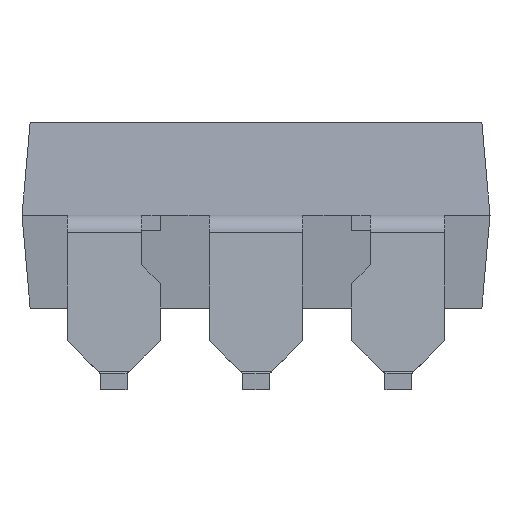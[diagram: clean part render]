
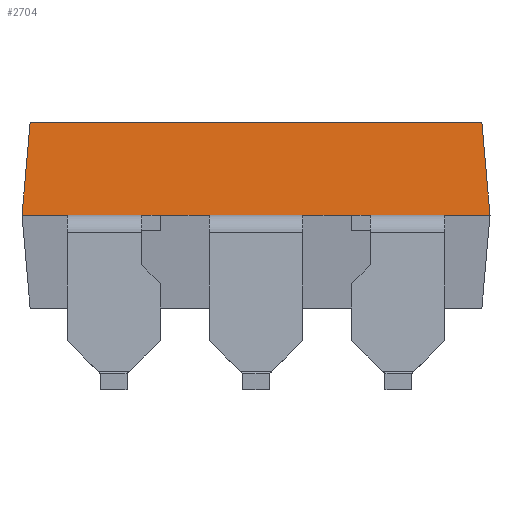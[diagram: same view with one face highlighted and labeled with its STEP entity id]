
A CAD part, front view. The second image highlights one B-rep face of the part: STEP entity #2704.
In plain terms, the highlighted planar face has unit normal (0, -0.996, 0.087).
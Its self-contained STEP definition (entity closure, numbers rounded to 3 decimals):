
#47 = FACE_OUTER_BOUND ( 'NONE', #10418, .T. ) ;
#87 = CARTESIAN_POINT ( 'NONE',  ( 4.445, -3.3, 3.315 ) ) ;
#144 = VERTEX_POINT ( 'NONE', #9231 ) ;
#258 = CARTESIAN_POINT ( 'NONE',  ( 1.815, -3.3, 3.315 ) ) ;
#296 = DIRECTION ( 'NONE',  ( -1., 0., 0. ) ) ;
#388 = DIRECTION ( 'NONE',  ( -1., 0., 0. ) ) ;
#568 = DIRECTION ( 'NONE',  ( 0., 0.087, 0.996 ) ) ;
#1018 = LINE ( 'NONE', #4705, #10384 ) ;
#1055 = CARTESIAN_POINT ( 'NONE',  ( -0.885, -3.3, 3.315 ) ) ;
#1325 = ORIENTED_EDGE ( 'NONE', *, *, #10271, .F. ) ;
#1340 = ORIENTED_EDGE ( 'NONE', *, *, #5141, .T. ) ;
#1590 = VERTEX_POINT ( 'NONE', #258 ) ;
#1677 = EDGE_CURVE ( 'NONE', #9693, #3638, #10534, .T. ) ;
#1687 = CARTESIAN_POINT ( 'NONE',  ( 4.445, -3.146, 5.08 ) ) ;
#1692 = CARTESIAN_POINT ( 'NONE',  ( 4.445, -3.3, 3.315 ) ) ;
#1721 = EDGE_CURVE ( 'NONE', #4590, #3062, #1018, .T. ) ;
#1761 = EDGE_CURVE ( 'NONE', #4590, #6484, #5321, .T. ) ;
#1830 = LINE ( 'NONE', #1692, #12600 ) ;
#1895 = CARTESIAN_POINT ( 'NONE',  ( 4.445, -3.3, 3.315 ) ) ;
#1912 = CARTESIAN_POINT ( 'NONE',  ( 4.291, -3.146, 5.08 ) ) ;
#2365 = VERTEX_POINT ( 'NONE', #3378 ) ;
#2373 = CARTESIAN_POINT ( 'NONE',  ( -4.291, -3.146, 5.08 ) ) ;
#2702 = CARTESIAN_POINT ( 'NONE',  ( 4.445, -3.3, 3.315 ) ) ;
#2704 = ADVANCED_FACE ( 'NONE', ( #47 ), #3884, .F. ) ;
#2761 = VECTOR ( 'NONE', #388, 1000. ) ;
#2855 = CARTESIAN_POINT ( 'NONE',  ( 2.175, -3.3, 3.315 ) ) ;
#2927 = LINE ( 'NONE', #12457, #5312 ) ;
#2953 = VECTOR ( 'NONE', #12625, 1000. ) ;
#3062 = VERTEX_POINT ( 'NONE', #3556 ) ;
#3157 = ORIENTED_EDGE ( 'NONE', *, *, #1721, .F. ) ;
#3236 = VECTOR ( 'NONE', #9769, 1000. ) ;
#3378 = CARTESIAN_POINT ( 'NONE',  ( 0.885, -3.3, 3.315 ) ) ;
#3556 = CARTESIAN_POINT ( 'NONE',  ( -3.585, -3.3, 3.315 ) ) ;
#3572 = LINE ( 'NONE', #2702, #3236 ) ;
#3632 = CARTESIAN_POINT ( 'NONE',  ( -4.291, -3.146, 5.08 ) ) ;
#3638 = VERTEX_POINT ( 'NONE', #10316 ) ;
#3884 = PLANE ( 'NONE',  #8486 ) ;
#3964 = VECTOR ( 'NONE', #10520, 1000. ) ;
#3995 = DIRECTION ( 'NONE',  ( -1., 0., 0. ) ) ;
#4590 = VERTEX_POINT ( 'NONE', #4979 ) ;
#4705 = CARTESIAN_POINT ( 'NONE',  ( 4.445, -3.3, 3.315 ) ) ;
#4822 = ORIENTED_EDGE ( 'NONE', *, *, #6174, .F. ) ;
#4955 = CARTESIAN_POINT ( 'NONE',  ( -1.815, -3.3, 3.315 ) ) ;
#4979 = CARTESIAN_POINT ( 'NONE',  ( -2.175, -3.3, 3.315 ) ) ;
#5117 = VERTEX_POINT ( 'NONE', #2855 ) ;
#5141 = EDGE_CURVE ( 'NONE', #10807, #12803, #12145, .T. ) ;
#5312 = VECTOR ( 'NONE', #296, 1000. ) ;
#5321 = LINE ( 'NONE', #12582, #7701 ) ;
#5331 = EDGE_CURVE ( 'NONE', #3062, #144, #2927, .T. ) ;
#5478 = ORIENTED_EDGE ( 'NONE', *, *, #5331, .F. ) ;
#5606 = DIRECTION ( 'NONE',  ( 0., 0.996, -0.087 ) ) ;
#5613 = LINE ( 'NONE', #6540, #10514 ) ;
#5795 = DIRECTION ( 'NONE',  ( -1., 0., 0. ) ) ;
#6163 = DIRECTION ( 'NONE',  ( 1., 0., 0. ) ) ;
#6174 = EDGE_CURVE ( 'NONE', #1590, #2365, #10037, .T. ) ;
#6337 = ORIENTED_EDGE ( 'NONE', *, *, #1677, .F. ) ;
#6359 = ORIENTED_EDGE ( 'NONE', *, *, #9440, .F. ) ;
#6484 = VERTEX_POINT ( 'NONE', #4955 ) ;
#6491 = ORIENTED_EDGE ( 'NONE', *, *, #10510, .T. ) ;
#6540 = CARTESIAN_POINT ( 'NONE',  ( 4.445, -3.3, 3.315 ) ) ;
#6633 = LINE ( 'NONE', #3632, #3964 ) ;
#7469 = EDGE_CURVE ( 'NONE', #12803, #144, #6633, .T. ) ;
#7505 = CARTESIAN_POINT ( 'NONE',  ( 4.445, -3.3, 3.315 ) ) ;
#7629 = ORIENTED_EDGE ( 'NONE', *, *, #1761, .T. ) ;
#7701 = VECTOR ( 'NONE', #10634, 1000. ) ;
#8145 = DIRECTION ( 'NONE',  ( -1., 0., 0. ) ) ;
#8486 = AXIS2_PLACEMENT_3D ( 'NONE', #1687, #5606, #568 ) ;
#8642 = LINE ( 'NONE', #7505, #2761 ) ;
#8736 = EDGE_CURVE ( 'NONE', #1590, #5117, #11078, .T. ) ;
#9015 = EDGE_CURVE ( 'NONE', #11277, #6484, #1830, .T. ) ;
#9100 = VECTOR ( 'NONE', #8145, 1000. ) ;
#9231 = CARTESIAN_POINT ( 'NONE',  ( -4.445, -3.3, 3.315 ) ) ;
#9440 = EDGE_CURVE ( 'NONE', #2365, #11277, #8642, .T. ) ;
#9524 = DIRECTION ( 'NONE',  ( -0.087, 0.087, 0.992 ) ) ;
#9602 = CARTESIAN_POINT ( 'NONE',  ( 4.445, -3.3, 3.315 ) ) ;
#9693 = VERTEX_POINT ( 'NONE', #1895 ) ;
#9769 = DIRECTION ( 'NONE',  ( -1., 0., 0. ) ) ;
#9862 = ORIENTED_EDGE ( 'NONE', *, *, #7469, .T. ) ;
#10008 = VECTOR ( 'NONE', #6163, 1000. ) ;
#10037 = LINE ( 'NONE', #87, #9100 ) ;
#10140 = CARTESIAN_POINT ( 'NONE',  ( 4.445, -3.146, 5.08 ) ) ;
#10271 = EDGE_CURVE ( 'NONE', #3638, #5117, #3572, .T. ) ;
#10316 = CARTESIAN_POINT ( 'NONE',  ( 3.585, -3.3, 3.315 ) ) ;
#10384 = VECTOR ( 'NONE', #10680, 1000. ) ;
#10389 = VECTOR ( 'NONE', #3995, 1000. ) ;
#10418 = EDGE_LOOP ( 'NONE', ( #1340, #9862, #5478, #3157, #7629, #11375, #6359, #4822, #12407, #1325, #6337, #6491 ) ) ;
#10510 = EDGE_CURVE ( 'NONE', #9693, #10807, #5613, .T. ) ;
#10514 = VECTOR ( 'NONE', #9524, 1000. ) ;
#10520 = DIRECTION ( 'NONE',  ( -0.087, -0.087, -0.992 ) ) ;
#10534 = LINE ( 'NONE', #9602, #2953 ) ;
#10634 = DIRECTION ( 'NONE',  ( 1., 0., 0. ) ) ;
#10680 = DIRECTION ( 'NONE',  ( -1., 0., 0. ) ) ;
#10807 = VERTEX_POINT ( 'NONE', #1912 ) ;
#11078 = LINE ( 'NONE', #12099, #10008 ) ;
#11277 = VERTEX_POINT ( 'NONE', #1055 ) ;
#11375 = ORIENTED_EDGE ( 'NONE', *, *, #9015, .F. ) ;
#12099 = CARTESIAN_POINT ( 'NONE',  ( 1.815, -3.3, 3.315 ) ) ;
#12145 = LINE ( 'NONE', #10140, #10389 ) ;
#12407 = ORIENTED_EDGE ( 'NONE', *, *, #8736, .T. ) ;
#12457 = CARTESIAN_POINT ( 'NONE',  ( 4.445, -3.3, 3.315 ) ) ;
#12582 = CARTESIAN_POINT ( 'NONE',  ( -1.815, -3.3, 3.315 ) ) ;
#12600 = VECTOR ( 'NONE', #5795, 1000. ) ;
#12625 = DIRECTION ( 'NONE',  ( -1., 0., 0. ) ) ;
#12803 = VERTEX_POINT ( 'NONE', #2373 ) ;
